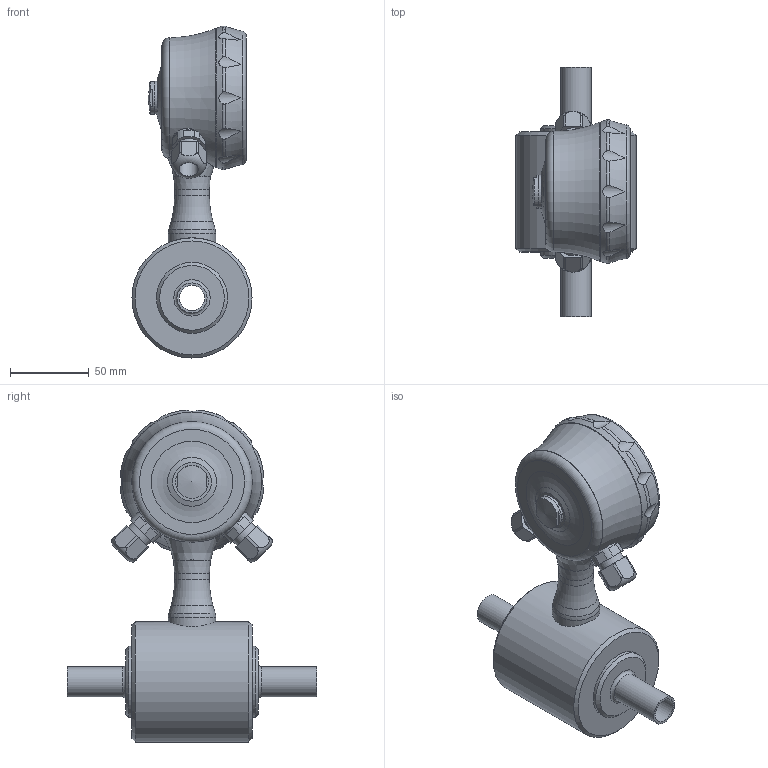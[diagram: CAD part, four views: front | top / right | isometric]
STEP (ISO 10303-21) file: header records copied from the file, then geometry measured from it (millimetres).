
FILE_DESCRIPTION(/* description */ ('Unknown'),/* implementation_level */ '2;1');
FILE_NAME(/* name */ 'PF75HxxxxxxxxxxxxD7xxxxxxxxxx',/* time_stamp */ '2023-05-30T14:53:04+02:00',/* author */ ('Unknown'),/* organization */ ('Baumer'),/* preprocessor_version */ 'ST-DEVELOPER v16.7',/* originating_system */ 'Solid Edge',/* authorisation */ 'Unknown');
FILE_SCHEMA (('AUTOMOTIVE_DESIGN {1 0 10303 214 3 1 1}'));
Length unit declared in the file: millimetre
Products named in the file (1): PF75HxxxxxxxxxxxxD7xxxxxxxxxx
Bounding box: 76.1 x 158 x 210.25 mm (x, y, z)
Volume: 667123.2 mm3; surface area: 76148.6 mm2
Topology: 1 solids, 1 shells, 360 faces, 986 edges, 649 vertices
Faces by surface type: plane 213, cylinder 84, torus 28, bspline 16, cone 15, sphere 4
Full cylindrical faces by diameter (mm): 12 x2, 16 x1, 16.691 x2, 19 x2, 20.8 x1, 21 x1, 22 x1, 30 x1, 45 x2, 76.1 x1, 88 x1
Entity records: 15551 total; most frequent: CARTESIAN_POINT 4372, ORIENTED_EDGE 1860, DIRECTION 1633, EDGE_CURVE 930, VERTEX_POINT 632, AXIS2_PLACEMENT_3D 549, LINE 535, VECTOR 535
